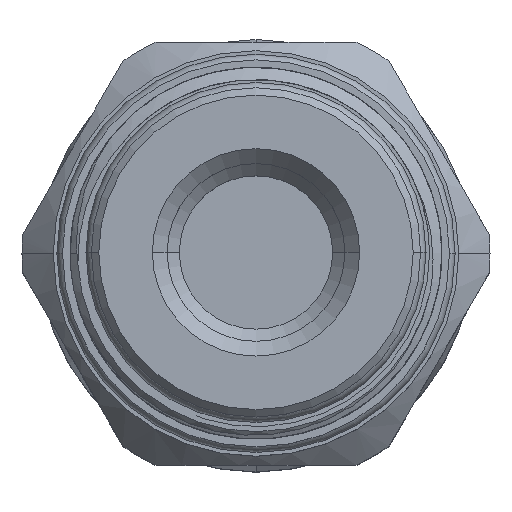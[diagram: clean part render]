
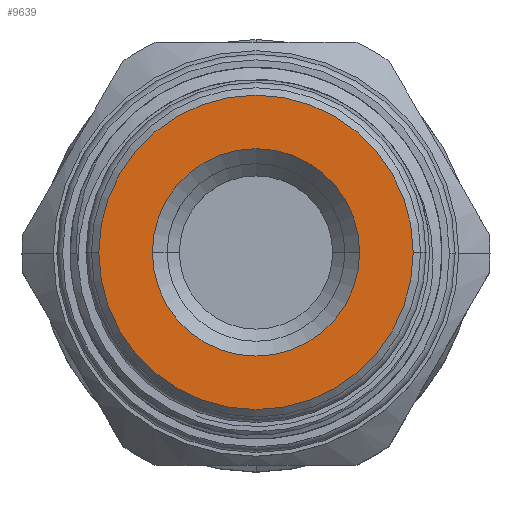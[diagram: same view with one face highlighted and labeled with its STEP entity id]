
A CAD part, top view. The second image highlights one B-rep face of the part: STEP entity #9639.
In plain terms, the highlighted planar face has unit normal (0, 0, 1).
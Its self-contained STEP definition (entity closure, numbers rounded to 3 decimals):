
#566 = DIRECTION ( 'NONE',  ( 0., 0., -1. ) ) ;
#1929 = DIRECTION ( 'NONE',  ( 1., 0., 0. ) ) ;
#3304 = VERTEX_POINT ( 'NONE', #28751 ) ;
#3567 = CIRCLE ( 'NONE', #22711, 7. ) ;
#3817 = AXIS2_PLACEMENT_3D ( 'NONE', #34913, #21819, #41488 ) ;
#5720 = AXIS2_PLACEMENT_3D ( 'NONE', #23062, #566, #35491 ) ;
#5926 = DIRECTION ( 'NONE',  ( 0., 0., -1. ) ) ;
#6048 = AXIS2_PLACEMENT_3D ( 'NONE', #33075, #13809, #36306 ) ;
#9007 = ORIENTED_EDGE ( 'NONE', *, *, #28783, .F. ) ;
#9477 = EDGE_LOOP ( 'NONE', ( #9007, #41748 ) ) ;
#9639 = ADVANCED_FACE ( 'NONE', ( #28819, #36886 ), #19705, .F. ) ;
#10029 = CARTESIAN_POINT ( 'NONE',  ( 10.615, 0., 0. ) ) ;
#11122 = EDGE_CURVE ( 'NONE', #36150, #13844, #3567, .T. ) ;
#13809 = DIRECTION ( 'NONE',  ( 0., 0., -1. ) ) ;
#13844 = VERTEX_POINT ( 'NONE', #28441 ) ;
#15614 = CIRCLE ( 'NONE', #6048, 10.615 ) ;
#18112 = DIRECTION ( 'NONE',  ( 0., 0., 1. ) ) ;
#18874 = AXIS2_PLACEMENT_3D ( 'NONE', #31825, #5926, #38557 ) ;
#19705 = PLANE ( 'NONE',  #5720 ) ;
#20098 = VERTEX_POINT ( 'NONE', #10029 ) ;
#21204 = CARTESIAN_POINT ( 'NONE',  ( 0., 0., 0. ) ) ;
#21819 = DIRECTION ( 'NONE',  ( 0., 0., 1. ) ) ;
#22711 = AXIS2_PLACEMENT_3D ( 'NONE', #21204, #18112, #1929 ) ;
#23062 = CARTESIAN_POINT ( 'NONE',  ( 0., 0., 0. ) ) ;
#28441 = CARTESIAN_POINT ( 'NONE',  ( 7., 0., 0. ) ) ;
#28751 = CARTESIAN_POINT ( 'NONE',  ( -10.615, 0., 0. ) ) ;
#28752 = CIRCLE ( 'NONE', #3817, 7. ) ;
#28783 = EDGE_CURVE ( 'NONE', #13844, #36150, #28752, .T. ) ;
#28819 = FACE_OUTER_BOUND ( 'NONE', #36403, .T. ) ;
#31494 = EDGE_CURVE ( 'NONE', #20098, #3304, #15614, .T. ) ;
#31825 = CARTESIAN_POINT ( 'NONE',  ( 0., 0., 0. ) ) ;
#33075 = CARTESIAN_POINT ( 'NONE',  ( 0., 0., 0. ) ) ;
#33115 = CARTESIAN_POINT ( 'NONE',  ( -7., 0., 0. ) ) ;
#34913 = CARTESIAN_POINT ( 'NONE',  ( 0., 0., 0. ) ) ;
#35491 = DIRECTION ( 'NONE',  ( -1., 0., 0. ) ) ;
#36126 = ORIENTED_EDGE ( 'NONE', *, *, #40156, .F. ) ;
#36150 = VERTEX_POINT ( 'NONE', #33115 ) ;
#36306 = DIRECTION ( 'NONE',  ( -1., 0., 0. ) ) ;
#36403 = EDGE_LOOP ( 'NONE', ( #36126, #37115 ) ) ;
#36886 = FACE_BOUND ( 'NONE', #9477, .T. ) ;
#37115 = ORIENTED_EDGE ( 'NONE', *, *, #31494, .F. ) ;
#38477 = CIRCLE ( 'NONE', #18874, 10.615 ) ;
#38557 = DIRECTION ( 'NONE',  ( -1., 0., 0. ) ) ;
#40156 = EDGE_CURVE ( 'NONE', #3304, #20098, #38477, .T. ) ;
#41488 = DIRECTION ( 'NONE',  ( 1., 0., 0. ) ) ;
#41748 = ORIENTED_EDGE ( 'NONE', *, *, #11122, .F. ) ;
